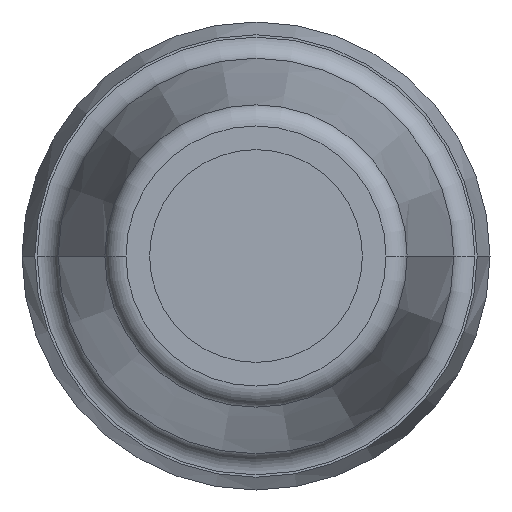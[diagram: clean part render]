
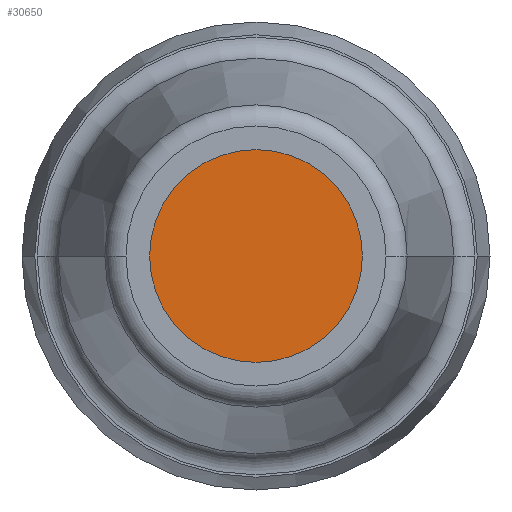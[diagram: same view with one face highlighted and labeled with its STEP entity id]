
A CAD part, front view. The second image highlights one B-rep face of the part: STEP entity #30650.
In plain terms, the highlighted planar face has unit normal (0, -1, 0).
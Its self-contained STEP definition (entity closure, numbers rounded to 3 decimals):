
#30450=CARTESIAN_POINT('',(2.778,1.,0.));
#30460=DIRECTION('',(0.,-1.,0.));
#30470=DIRECTION('',(0.,0.,1.));
#30480=AXIS2_PLACEMENT_3D('',#30450,#30460,#30470);
#30490=PLANE('',#30480);
#30500=CARTESIAN_POINT('',(0.,1.,0.));
#30510=DIRECTION('',(0.,1.,0.));
#30520=DIRECTION('',(1.,0.,0.));
#30530=AXIS2_PLACEMENT_3D('',#30500,#30510,#30520);
#30540=CIRCLE('',#30530,2.5);
#30550=CARTESIAN_POINT('',(2.5,1.,0.));
#30560=VERTEX_POINT('',#30550);
#30570=CARTESIAN_POINT('',(-2.5,1.,0.));
#30580=VERTEX_POINT('',#30570);
#30590=EDGE_CURVE('',#30560,#30580,#30540,.T.);
#30600=ORIENTED_EDGE('',*,*,#30590,.F.);
#30610=EDGE_CURVE('',#30580,#30560,#30540,.T.);
#30620=ORIENTED_EDGE('',*,*,#30610,.F.);
#30630=EDGE_LOOP('',(#30620,#30600));
#30640=FACE_OUTER_BOUND('',#30630,.T.);
#30650=ADVANCED_FACE('',(#30640),#30490,.T.);
